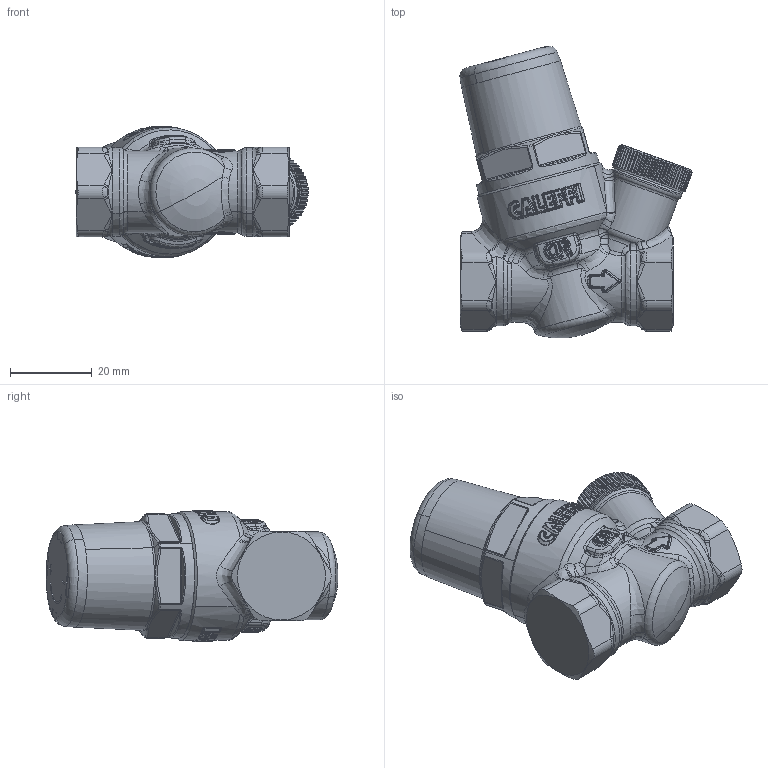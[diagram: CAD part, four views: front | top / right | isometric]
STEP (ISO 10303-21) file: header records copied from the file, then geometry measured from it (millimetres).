
FILE_DESCRIPTION(('CATIA V5 STEP Exchange'),'2;1');
FILE_NAME('STEP_533430H_-_TST.stp','2018-12-11T10:51:33+00:00',('none'),('none'),'CATIA Version 5-6 Release 2016 SP4','CATIA V5 STEP AP203','none');
FILE_SCHEMA(('CONFIG_CONTROL_DESIGN'));
Products named in the file (1): 533430H - TST
Bounding box: 56.74 x 71.24 x 32.2 mm (x, y, z)
Volume: 54451.2 mm3; surface area: 10810.3 mm2
Topology: 1 solids, 2 shells, 2214 faces, 5477 edges, 3110 vertices
Faces by surface type: bspline 1109, plane 478, cylinder 334, sphere 152, torus 77, cone 58, revolution 6
Entity records: 117609 total; most frequent: CARTESIAN_POINT 77890, ORIENTED_EDGE 10582, EDGE_CURVE 5291, DIRECTION 3785, B_SPLINE_CURVE_WITH_KNOTS 3188, VERTEX_POINT 3110, EDGE_LOOP 2245, ADVANCED_FACE 2214
